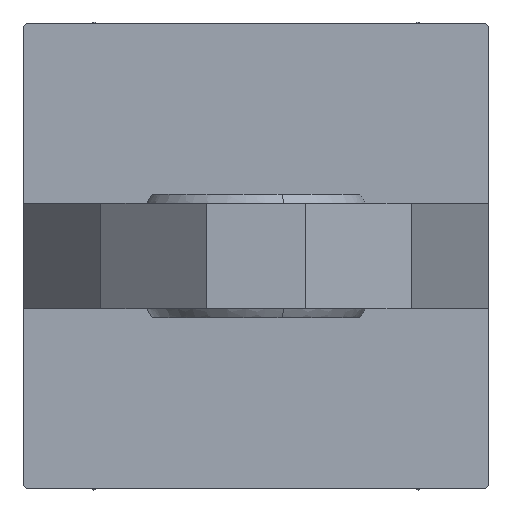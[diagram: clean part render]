
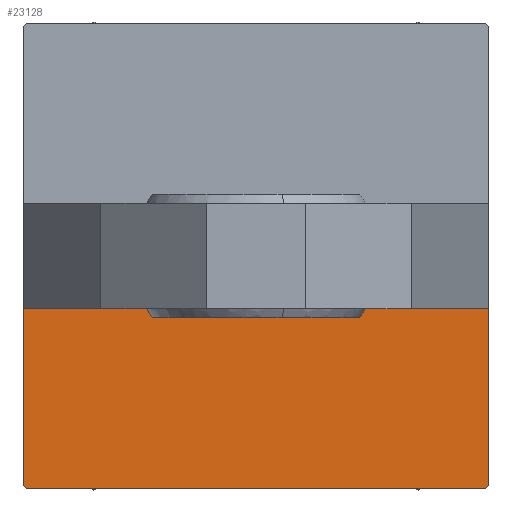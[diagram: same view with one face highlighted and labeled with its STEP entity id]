
A CAD part, left-side view. The second image highlights one B-rep face of the part: STEP entity #23128.
In plain terms, the highlighted planar face has unit normal (-1, 0, 0).
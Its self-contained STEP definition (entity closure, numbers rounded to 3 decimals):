
#294 = AXIS2_PLACEMENT_3D ( 'NONE', #46562, #42455, #31152 ) ;
#2228 = DIRECTION ( 'NONE',  ( 0., 0., -1. ) ) ;
#4374 = EDGE_CURVE ( 'NONE', #19672, #10790, #33974, .T. ) ;
#6705 = ORIENTED_EDGE ( 'NONE', *, *, #42304, .T. ) ;
#7154 = VERTEX_POINT ( 'NONE', #15563 ) ;
#8412 = CARTESIAN_POINT ( 'NONE',  ( 0., -37.5, 37. ) ) ;
#8881 = EDGE_CURVE ( 'NONE', #29661, #34659, #41041, .T. ) ;
#9391 = ORIENTED_EDGE ( 'NONE', *, *, #8881, .T. ) ;
#10790 = VERTEX_POINT ( 'NONE', #18273 ) ;
#11306 = EDGE_CURVE ( 'NONE', #19672, #15711, #48664, .T. ) ;
#11320 = CARTESIAN_POINT ( 'NONE',  ( 0., 37.5, -37.5 ) ) ;
#11902 = VECTOR ( 'NONE', #35885, 1000. ) ;
#12955 = ORIENTED_EDGE ( 'NONE', *, *, #36320, .T. ) ;
#14292 = ORIENTED_EDGE ( 'NONE', *, *, #11306, .T. ) ;
#15238 = ORIENTED_EDGE ( 'NONE', *, *, #4374, .F. ) ;
#15563 = CARTESIAN_POINT ( 'NONE',  ( 0., -37., -37.5 ) ) ;
#15711 = VERTEX_POINT ( 'NONE', #32655 ) ;
#17879 = VECTOR ( 'NONE', #40615, 1000. ) ;
#18273 = CARTESIAN_POINT ( 'NONE',  ( 0., -37.5, -37. ) ) ;
#19638 = FACE_OUTER_BOUND ( 'NONE', #34479, .T. ) ;
#19669 = VECTOR ( 'NONE', #36089, 1000. ) ;
#19672 = VERTEX_POINT ( 'NONE', #8412 ) ;
#23128 = ADVANCED_FACE ( 'NONE', ( #19638 ), #46815, .T. ) ;
#23350 = DIRECTION ( 'NONE',  ( 0., -1., 0. ) ) ;
#28814 = EDGE_CURVE ( 'NONE', #29661, #15711, #35136, .T. ) ;
#29661 = VERTEX_POINT ( 'NONE', #32549 ) ;
#31152 = DIRECTION ( 'NONE',  ( 0., 0., 1. ) ) ;
#32549 = CARTESIAN_POINT ( 'NONE',  ( 0., -8.5, 37.5 ) ) ;
#32586 = CARTESIAN_POINT ( 'NONE',  ( 0., -8.5, 37.5 ) ) ;
#32655 = CARTESIAN_POINT ( 'NONE',  ( 0., -37., 37.5 ) ) ;
#33212 = CARTESIAN_POINT ( 'NONE',  ( 0., -37.5, 37.5 ) ) ;
#33974 = LINE ( 'NONE', #33212, #45986 ) ;
#34264 = VECTOR ( 'NONE', #44147, 1000. ) ;
#34479 = EDGE_LOOP ( 'NONE', ( #36120, #9391, #6705, #12955, #15238, #14292 ) ) ;
#34659 = VERTEX_POINT ( 'NONE', #40337 ) ;
#35136 = LINE ( 'NONE', #47185, #11902 ) ;
#35882 = LINE ( 'NONE', #11320, #48207 ) ;
#35885 = DIRECTION ( 'NONE',  ( 0., -1., 0. ) ) ;
#36089 = DIRECTION ( 'NONE',  ( 0., 0.707, 0.707 ) ) ;
#36120 = ORIENTED_EDGE ( 'NONE', *, *, #28814, .F. ) ;
#36320 = EDGE_CURVE ( 'NONE', #7154, #10790, #41622, .T. ) ;
#37510 = CARTESIAN_POINT ( 'NONE',  ( 0., -37.25, -37.25 ) ) ;
#40337 = CARTESIAN_POINT ( 'NONE',  ( 0., -8.5, -37.5 ) ) ;
#40615 = DIRECTION ( 'NONE',  ( 0., -0.707, 0.707 ) ) ;
#41041 = LINE ( 'NONE', #32586, #34264 ) ;
#41622 = LINE ( 'NONE', #37510, #17879 ) ;
#42304 = EDGE_CURVE ( 'NONE', #34659, #7154, #35882, .T. ) ;
#42455 = DIRECTION ( 'NONE',  ( -1., 0., 0. ) ) ;
#44147 = DIRECTION ( 'NONE',  ( 0., 0., -1. ) ) ;
#45986 = VECTOR ( 'NONE', #2228, 1000. ) ;
#46562 = CARTESIAN_POINT ( 'NONE',  ( 0., 0., 0. ) ) ;
#46815 = PLANE ( 'NONE',  #294 ) ;
#47185 = CARTESIAN_POINT ( 'NONE',  ( 0., 37.5, 37.5 ) ) ;
#47905 = CARTESIAN_POINT ( 'NONE',  ( 0., -37.25, 37.25 ) ) ;
#48207 = VECTOR ( 'NONE', #23350, 1000. ) ;
#48664 = LINE ( 'NONE', #47905, #19669 ) ;
